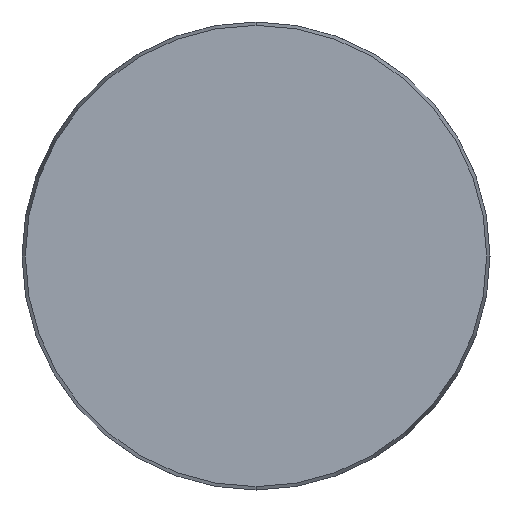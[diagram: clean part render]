
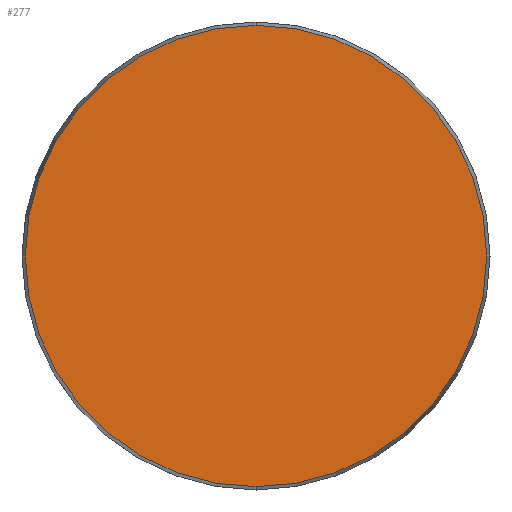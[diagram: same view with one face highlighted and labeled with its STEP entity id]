
A CAD part, front view. The second image highlights one B-rep face of the part: STEP entity #277.
In plain terms, the highlighted planar face has unit normal (0, -1, 0).
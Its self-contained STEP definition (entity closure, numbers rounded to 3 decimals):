
#13 = AXIS2_PLACEMENT_3D ( 'NONE', #352, #924, #554 ) ;
#42 = EDGE_LOOP ( 'NONE', ( #739, #628 ) ) ;
#136 = DIRECTION ( 'NONE',  ( 0., 1., 0. ) ) ;
#158 = DIRECTION ( 'NONE',  ( 0., -1., 0. ) ) ;
#166 = CARTESIAN_POINT ( 'NONE',  ( 0., 0., 0. ) ) ;
#277 = ADVANCED_FACE ( 'NONE', ( #1147 ), #965, .F. ) ;
#352 = CARTESIAN_POINT ( 'NONE',  ( 0., 0., 0. ) ) ;
#518 = DIRECTION ( 'NONE',  ( 0., 0., -1. ) ) ;
#554 = DIRECTION ( 'NONE',  ( 0., 0., -1. ) ) ;
#620 = CIRCLE ( 'NONE', #1040, 59.143 ) ;
#628 = ORIENTED_EDGE ( 'NONE', *, *, #686, .T. ) ;
#669 = CARTESIAN_POINT ( 'NONE',  ( 0., 0., 59.143 ) ) ;
#686 = EDGE_CURVE ( 'NONE', #1180, #1000, #620, .T. ) ;
#736 = CIRCLE ( 'NONE', #13, 59.143 ) ;
#739 = ORIENTED_EDGE ( 'NONE', *, *, #914, .T. ) ;
#782 = CARTESIAN_POINT ( 'NONE',  ( 0., 0., -59.143 ) ) ;
#857 = CARTESIAN_POINT ( 'NONE',  ( -59.143, 0., 0. ) ) ;
#914 = EDGE_CURVE ( 'NONE', #1000, #1180, #736, .T. ) ;
#924 = DIRECTION ( 'NONE',  ( 0., -1., 0. ) ) ;
#959 = DIRECTION ( 'NONE',  ( 0., 0., 1. ) ) ;
#965 = PLANE ( 'NONE',  #1037 ) ;
#1000 = VERTEX_POINT ( 'NONE', #669 ) ;
#1037 = AXIS2_PLACEMENT_3D ( 'NONE', #857, #136, #959 ) ;
#1040 = AXIS2_PLACEMENT_3D ( 'NONE', #166, #158, #518 ) ;
#1147 = FACE_OUTER_BOUND ( 'NONE', #42, .T. ) ;
#1180 = VERTEX_POINT ( 'NONE', #782 ) ;
